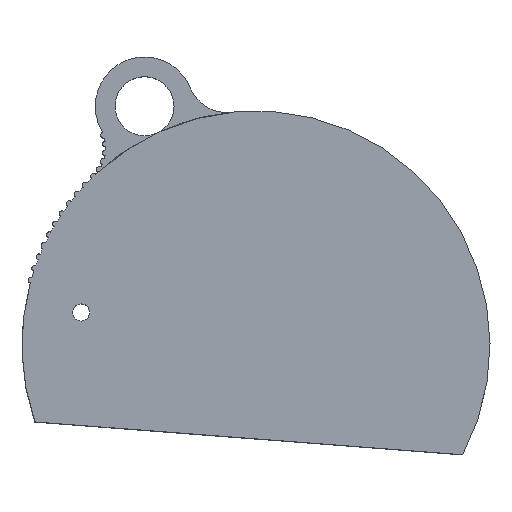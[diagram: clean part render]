
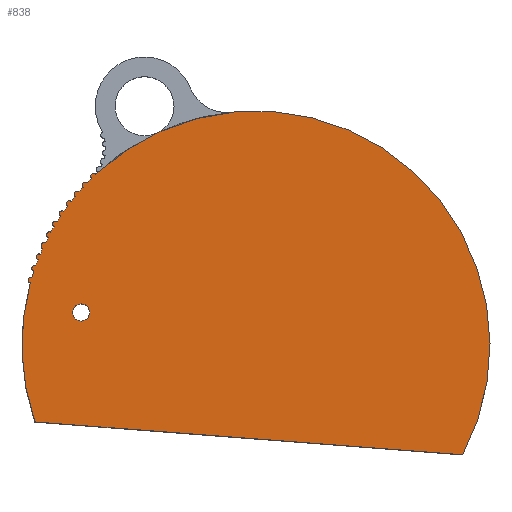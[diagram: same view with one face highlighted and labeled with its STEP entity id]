
A CAD part, top view. The second image highlights one B-rep face of the part: STEP entity #838.
In plain terms, the highlighted planar face has unit normal (0, 0, 1).
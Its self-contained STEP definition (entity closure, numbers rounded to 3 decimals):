
#544=CARTESIAN_POINT('Vertex',(43.937,11.345,11.5)) ;
#547=CARTESIAN_POINT('Axis2P3D Location',(60.199,-6.,11.5)) ;
#551=CARTESIAN_POINT('Vertex',(81.201,-17.145,11.5)) ;
#622=CARTESIAN_POINT('Axis2P3D Location',(0.,0.,11.5)) ;
#627=CARTESIAN_POINT('Axis2P3D Location',(43.72,11.138,11.5)) ;
#631=CARTESIAN_POINT('Vertex',(43.505,10.929,11.5)) ;
#634=CARTESIAN_POINT('Axis2P3D Location',(60.199,-6.,11.5)) ;
#638=CARTESIAN_POINT('Vertex',(43.052,10.47,11.5)) ;
#641=CARTESIAN_POINT('Axis2P3D Location',(42.846,10.252,11.5)) ;
#645=CARTESIAN_POINT('Vertex',(42.642,10.032,11.5)) ;
#648=CARTESIAN_POINT('Axis2P3D Location',(60.199,-6.,11.5)) ;
#652=CARTESIAN_POINT('Vertex',(42.214,9.55,11.5)) ;
#655=CARTESIAN_POINT('Axis2P3D Location',(42.019,9.322,11.5)) ;
#659=CARTESIAN_POINT('Vertex',(41.827,9.091,11.5)) ;
#662=CARTESIAN_POINT('Axis2P3D Location',(60.199,-6.,11.5)) ;
#666=CARTESIAN_POINT('Vertex',(41.424,8.587,11.5)) ;
#669=CARTESIAN_POINT('Axis2P3D Location',(41.242,8.349,11.5)) ;
#673=CARTESIAN_POINT('Vertex',(41.062,8.109,11.5)) ;
#676=CARTESIAN_POINT('Axis2P3D Location',(60.199,-6.,11.5)) ;
#680=CARTESIAN_POINT('Vertex',(40.687,7.585,11.5)) ;
#683=CARTESIAN_POINT('Axis2P3D Location',(40.517,7.337,11.5)) ;
#687=CARTESIAN_POINT('Vertex',(40.35,7.088,11.5)) ;
#690=CARTESIAN_POINT('Axis2P3D Location',(60.199,-6.,11.5)) ;
#694=CARTESIAN_POINT('Vertex',(40.002,6.545,11.5)) ;
#697=CARTESIAN_POINT('Axis2P3D Location',(39.846,6.289,11.5)) ;
#701=CARTESIAN_POINT('Vertex',(39.692,6.031,11.5)) ;
#704=CARTESIAN_POINT('Axis2P3D Location',(60.199,-6.,11.5)) ;
#708=CARTESIAN_POINT('Vertex',(39.374,5.471,11.5)) ;
#711=CARTESIAN_POINT('Axis2P3D Location',(39.23,5.207,11.5)) ;
#715=CARTESIAN_POINT('Vertex',(39.091,4.941,11.5)) ;
#718=CARTESIAN_POINT('Axis2P3D Location',(60.199,-6.,11.5)) ;
#722=CARTESIAN_POINT('Vertex',(38.802,4.365,11.5)) ;
#725=CARTESIAN_POINT('Axis2P3D Location',(38.673,4.094,11.5)) ;
#729=CARTESIAN_POINT('Vertex',(38.547,3.822,11.5)) ;
#732=CARTESIAN_POINT('Axis2P3D Location',(60.199,-6.,11.5)) ;
#736=CARTESIAN_POINT('Vertex',(38.289,3.231,11.5)) ;
#739=CARTESIAN_POINT('Axis2P3D Location',(38.174,2.954,11.5)) ;
#743=CARTESIAN_POINT('Vertex',(38.063,2.675,11.5)) ;
#746=CARTESIAN_POINT('Axis2P3D Location',(60.199,-6.,11.5)) ;
#750=CARTESIAN_POINT('Vertex',(37.836,2.072,11.5)) ;
#753=CARTESIAN_POINT('Axis2P3D Location',(37.735,1.789,11.5)) ;
#757=CARTESIAN_POINT('Vertex',(37.639,1.505,11.5)) ;
#760=CARTESIAN_POINT('Axis2P3D Location',(60.199,-6.,11.5)) ;
#764=CARTESIAN_POINT('Vertex',(37.444,0.89,11.5)) ;
#767=CARTESIAN_POINT('Axis2P3D Location',(37.359,0.602,11.5)) ;
#771=CARTESIAN_POINT('Vertex',(37.277,0.314,11.5)) ;
#774=CARTESIAN_POINT('Axis2P3D Location',(60.199,-6.,11.5)) ;
#778=CARTESIAN_POINT('Vertex',(37.742,-13.809,11.5)) ;
#781=CARTESIAN_POINT('Line Origine',(59.472,-15.477,11.5)) ;
#812=CARTESIAN_POINT('Axis2P3D Location',(42.433,-2.695,11.5)) ;
#816=CARTESIAN_POINT('Vertex',(42.433,-1.829,11.5)) ;
#818=CARTESIAN_POINT('Vertex',(42.848,-3.455,11.5)) ;
#821=CARTESIAN_POINT('Axis2P3D Location',(42.433,-2.695,11.5)) ;
#825=CARTESIAN_POINT('Vertex',(42.433,-3.561,11.5)) ;
#828=CARTESIAN_POINT('Axis2P3D Location',(42.433,-2.695,11.5)) ;
#548=DIRECTION('Axis2P3D Direction',(0.,0.,-1.)) ;
#623=DIRECTION('Axis2P3D Direction',(0.,0.,-1.)) ;
#624=DIRECTION('Axis2P3D XDirection',(1.,0.,0.)) ;
#628=DIRECTION('Axis2P3D Direction',(0.,0.,-1.)) ;
#635=DIRECTION('Axis2P3D Direction',(0.,0.,-1.)) ;
#642=DIRECTION('Axis2P3D Direction',(0.,0.,-1.)) ;
#649=DIRECTION('Axis2P3D Direction',(0.,0.,-1.)) ;
#656=DIRECTION('Axis2P3D Direction',(0.,0.,-1.)) ;
#663=DIRECTION('Axis2P3D Direction',(0.,0.,-1.)) ;
#670=DIRECTION('Axis2P3D Direction',(0.,0.,-1.)) ;
#677=DIRECTION('Axis2P3D Direction',(0.,0.,-1.)) ;
#684=DIRECTION('Axis2P3D Direction',(0.,0.,-1.)) ;
#691=DIRECTION('Axis2P3D Direction',(0.,0.,-1.)) ;
#698=DIRECTION('Axis2P3D Direction',(0.,0.,-1.)) ;
#705=DIRECTION('Axis2P3D Direction',(0.,0.,-1.)) ;
#712=DIRECTION('Axis2P3D Direction',(0.,0.,-1.)) ;
#719=DIRECTION('Axis2P3D Direction',(0.,0.,-1.)) ;
#726=DIRECTION('Axis2P3D Direction',(0.,0.,-1.)) ;
#733=DIRECTION('Axis2P3D Direction',(0.,0.,-1.)) ;
#740=DIRECTION('Axis2P3D Direction',(0.,0.,-1.)) ;
#747=DIRECTION('Axis2P3D Direction',(0.,0.,-1.)) ;
#754=DIRECTION('Axis2P3D Direction',(0.,0.,-1.)) ;
#761=DIRECTION('Axis2P3D Direction',(0.,0.,-1.)) ;
#768=DIRECTION('Axis2P3D Direction',(0.,0.,-1.)) ;
#775=DIRECTION('Axis2P3D Direction',(0.,0.,-1.)) ;
#782=DIRECTION('Vector Direction',(0.997,-0.077,0.)) ;
#813=DIRECTION('Axis2P3D Direction',(0.,0.,-1.)) ;
#822=DIRECTION('Axis2P3D Direction',(0.,0.,-1.)) ;
#829=DIRECTION('Axis2P3D Direction',(0.,0.,-1.)) ;
#549=AXIS2_PLACEMENT_3D('Circle Axis2P3D',#547,#548,$) ;
#625=AXIS2_PLACEMENT_3D('Plane Axis2P3D',#622,#623,#624) ;
#629=AXIS2_PLACEMENT_3D('Circle Axis2P3D',#627,#628,$) ;
#636=AXIS2_PLACEMENT_3D('Circle Axis2P3D',#634,#635,$) ;
#643=AXIS2_PLACEMENT_3D('Circle Axis2P3D',#641,#642,$) ;
#650=AXIS2_PLACEMENT_3D('Circle Axis2P3D',#648,#649,$) ;
#657=AXIS2_PLACEMENT_3D('Circle Axis2P3D',#655,#656,$) ;
#664=AXIS2_PLACEMENT_3D('Circle Axis2P3D',#662,#663,$) ;
#671=AXIS2_PLACEMENT_3D('Circle Axis2P3D',#669,#670,$) ;
#678=AXIS2_PLACEMENT_3D('Circle Axis2P3D',#676,#677,$) ;
#685=AXIS2_PLACEMENT_3D('Circle Axis2P3D',#683,#684,$) ;
#692=AXIS2_PLACEMENT_3D('Circle Axis2P3D',#690,#691,$) ;
#699=AXIS2_PLACEMENT_3D('Circle Axis2P3D',#697,#698,$) ;
#706=AXIS2_PLACEMENT_3D('Circle Axis2P3D',#704,#705,$) ;
#713=AXIS2_PLACEMENT_3D('Circle Axis2P3D',#711,#712,$) ;
#720=AXIS2_PLACEMENT_3D('Circle Axis2P3D',#718,#719,$) ;
#727=AXIS2_PLACEMENT_3D('Circle Axis2P3D',#725,#726,$) ;
#734=AXIS2_PLACEMENT_3D('Circle Axis2P3D',#732,#733,$) ;
#741=AXIS2_PLACEMENT_3D('Circle Axis2P3D',#739,#740,$) ;
#748=AXIS2_PLACEMENT_3D('Circle Axis2P3D',#746,#747,$) ;
#755=AXIS2_PLACEMENT_3D('Circle Axis2P3D',#753,#754,$) ;
#762=AXIS2_PLACEMENT_3D('Circle Axis2P3D',#760,#761,$) ;
#769=AXIS2_PLACEMENT_3D('Circle Axis2P3D',#767,#768,$) ;
#776=AXIS2_PLACEMENT_3D('Circle Axis2P3D',#774,#775,$) ;
#814=AXIS2_PLACEMENT_3D('Circle Axis2P3D',#812,#813,$) ;
#823=AXIS2_PLACEMENT_3D('Circle Axis2P3D',#821,#822,$) ;
#830=AXIS2_PLACEMENT_3D('Circle Axis2P3D',#828,#829,$) ;
#787=ORIENTED_EDGE('',*,*,#553,.F.) ;
#788=ORIENTED_EDGE('',*,*,#633,.F.) ;
#789=ORIENTED_EDGE('',*,*,#640,.F.) ;
#790=ORIENTED_EDGE('',*,*,#647,.F.) ;
#791=ORIENTED_EDGE('',*,*,#654,.F.) ;
#792=ORIENTED_EDGE('',*,*,#661,.F.) ;
#793=ORIENTED_EDGE('',*,*,#668,.F.) ;
#794=ORIENTED_EDGE('',*,*,#675,.F.) ;
#795=ORIENTED_EDGE('',*,*,#682,.F.) ;
#796=ORIENTED_EDGE('',*,*,#689,.F.) ;
#797=ORIENTED_EDGE('',*,*,#696,.F.) ;
#798=ORIENTED_EDGE('',*,*,#703,.F.) ;
#799=ORIENTED_EDGE('',*,*,#710,.F.) ;
#800=ORIENTED_EDGE('',*,*,#717,.F.) ;
#801=ORIENTED_EDGE('',*,*,#724,.F.) ;
#802=ORIENTED_EDGE('',*,*,#731,.F.) ;
#803=ORIENTED_EDGE('',*,*,#738,.F.) ;
#804=ORIENTED_EDGE('',*,*,#745,.F.) ;
#805=ORIENTED_EDGE('',*,*,#752,.F.) ;
#806=ORIENTED_EDGE('',*,*,#759,.F.) ;
#807=ORIENTED_EDGE('',*,*,#766,.F.) ;
#808=ORIENTED_EDGE('',*,*,#773,.F.) ;
#809=ORIENTED_EDGE('',*,*,#780,.F.) ;
#810=ORIENTED_EDGE('',*,*,#785,.F.) ;
#834=ORIENTED_EDGE('',*,*,#820,.T.) ;
#835=ORIENTED_EDGE('',*,*,#827,.T.) ;
#836=ORIENTED_EDGE('',*,*,#832,.T.) ;
#837=FACE_BOUND('',#833,.T.) ;
#783=VECTOR('Line Direction',#782,1.) ;
#838=ADVANCED_FACE('Corps principal',(#811,#837),#626,.F.) ;
#550=CIRCLE('generated circle',#549,23.776) ;
#630=CIRCLE('generated circle',#629,0.3) ;
#637=CIRCLE('generated circle',#636,23.776) ;
#644=CIRCLE('generated circle',#643,0.3) ;
#651=CIRCLE('generated circle',#650,23.776) ;
#658=CIRCLE('generated circle',#657,0.3) ;
#665=CIRCLE('generated circle',#664,23.776) ;
#672=CIRCLE('generated circle',#671,0.3) ;
#679=CIRCLE('generated circle',#678,23.776) ;
#686=CIRCLE('generated circle',#685,0.3) ;
#693=CIRCLE('generated circle',#692,23.776) ;
#700=CIRCLE('generated circle',#699,0.3) ;
#707=CIRCLE('generated circle',#706,23.776) ;
#714=CIRCLE('generated circle',#713,0.3) ;
#721=CIRCLE('generated circle',#720,23.776) ;
#728=CIRCLE('generated circle',#727,0.3) ;
#735=CIRCLE('generated circle',#734,23.776) ;
#742=CIRCLE('generated circle',#741,0.3) ;
#749=CIRCLE('generated circle',#748,23.776) ;
#756=CIRCLE('generated circle',#755,0.3) ;
#763=CIRCLE('generated circle',#762,23.776) ;
#770=CIRCLE('generated circle',#769,0.3) ;
#777=CIRCLE('generated circle',#776,23.776) ;
#815=CIRCLE('generated circle',#814,0.866) ;
#824=CIRCLE('generated circle',#823,0.866) ;
#831=CIRCLE('generated circle',#830,0.866) ;
#553=EDGE_CURVE('',#545,#552,#550,.T.) ;
#633=EDGE_CURVE('',#632,#545,#630,.T.) ;
#640=EDGE_CURVE('',#639,#632,#637,.T.) ;
#647=EDGE_CURVE('',#646,#639,#644,.T.) ;
#654=EDGE_CURVE('',#653,#646,#651,.T.) ;
#661=EDGE_CURVE('',#660,#653,#658,.T.) ;
#668=EDGE_CURVE('',#667,#660,#665,.T.) ;
#675=EDGE_CURVE('',#674,#667,#672,.T.) ;
#682=EDGE_CURVE('',#681,#674,#679,.T.) ;
#689=EDGE_CURVE('',#688,#681,#686,.T.) ;
#696=EDGE_CURVE('',#695,#688,#693,.T.) ;
#703=EDGE_CURVE('',#702,#695,#700,.T.) ;
#710=EDGE_CURVE('',#709,#702,#707,.T.) ;
#717=EDGE_CURVE('',#716,#709,#714,.T.) ;
#724=EDGE_CURVE('',#723,#716,#721,.T.) ;
#731=EDGE_CURVE('',#730,#723,#728,.T.) ;
#738=EDGE_CURVE('',#737,#730,#735,.T.) ;
#745=EDGE_CURVE('',#744,#737,#742,.T.) ;
#752=EDGE_CURVE('',#751,#744,#749,.T.) ;
#759=EDGE_CURVE('',#758,#751,#756,.T.) ;
#766=EDGE_CURVE('',#765,#758,#763,.T.) ;
#773=EDGE_CURVE('',#772,#765,#770,.T.) ;
#780=EDGE_CURVE('',#779,#772,#777,.T.) ;
#785=EDGE_CURVE('',#552,#779,#784,.F.) ;
#820=EDGE_CURVE('',#817,#819,#815,.T.) ;
#827=EDGE_CURVE('',#819,#826,#824,.T.) ;
#832=EDGE_CURVE('',#826,#817,#831,.T.) ;
#786=EDGE_LOOP('',(#787,#788,#789,#790,#791,#792,#793,#794,#795,#796,#797,#798,#799,#800,#801,#802,#803,#804,#805,#806,#807,#808,#809,#810)) ;
#833=EDGE_LOOP('',(#834,#835,#836)) ;
#811=FACE_OUTER_BOUND('',#786,.T.) ;
#784=LINE('Line',#781,#783) ;
#626=PLANE('',#625) ;
#545=VERTEX_POINT('',#544) ;
#552=VERTEX_POINT('',#551) ;
#632=VERTEX_POINT('',#631) ;
#639=VERTEX_POINT('',#638) ;
#646=VERTEX_POINT('',#645) ;
#653=VERTEX_POINT('',#652) ;
#660=VERTEX_POINT('',#659) ;
#667=VERTEX_POINT('',#666) ;
#674=VERTEX_POINT('',#673) ;
#681=VERTEX_POINT('',#680) ;
#688=VERTEX_POINT('',#687) ;
#695=VERTEX_POINT('',#694) ;
#702=VERTEX_POINT('',#701) ;
#709=VERTEX_POINT('',#708) ;
#716=VERTEX_POINT('',#715) ;
#723=VERTEX_POINT('',#722) ;
#730=VERTEX_POINT('',#729) ;
#737=VERTEX_POINT('',#736) ;
#744=VERTEX_POINT('',#743) ;
#751=VERTEX_POINT('',#750) ;
#758=VERTEX_POINT('',#757) ;
#765=VERTEX_POINT('',#764) ;
#772=VERTEX_POINT('',#771) ;
#779=VERTEX_POINT('',#778) ;
#817=VERTEX_POINT('',#816) ;
#819=VERTEX_POINT('',#818) ;
#826=VERTEX_POINT('',#825) ;
